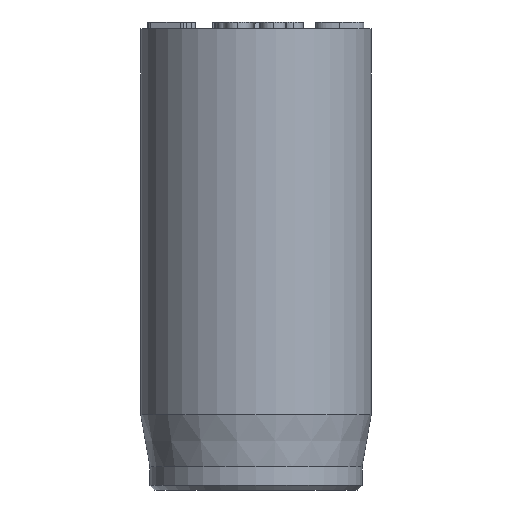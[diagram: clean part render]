
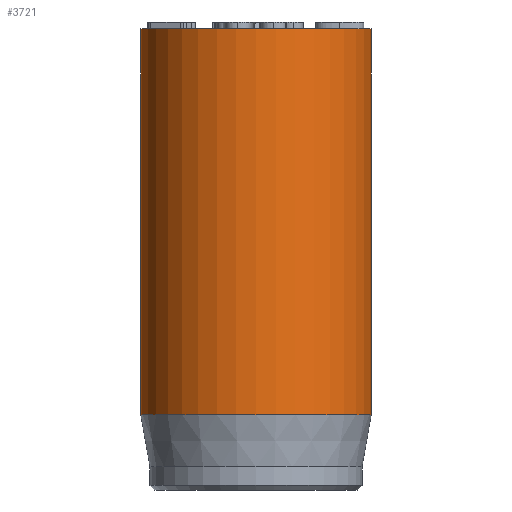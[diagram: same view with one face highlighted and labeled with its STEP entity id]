
A CAD part, front view. The second image highlights one B-rep face of the part: STEP entity #3721.
In plain terms, the highlighted cylindrical face has radius 5 mm (diameter 10 mm), a full revolution.
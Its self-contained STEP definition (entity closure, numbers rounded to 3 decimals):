
#32=CYLINDRICAL_SURFACE('',#3907,5.);
#46=CIRCLE('',#3875,5.);
#62=CIRCLE('',#3905,5.);
#63=CIRCLE('',#3906,5.);
#297=FACE_OUTER_BOUND('',#522,.T.);
#522=EDGE_LOOP('',(#3074,#3075,#3076,#3077,#3078));
#764=LINE('',#6550,#1018);
#1018=VECTOR('',#4250,5.);
#1618=VERTEX_POINT('',#6490);
#1634=VERTEX_POINT('',#6544);
#1635=VERTEX_POINT('',#6545);
#2111=EDGE_CURVE('',#1618,#1618,#46,.T.);
#2135=EDGE_CURVE('',#1634,#1635,#62,.T.);
#2136=EDGE_CURVE('',#1635,#1634,#63,.T.);
#2138=EDGE_CURVE('',#1618,#1634,#764,.T.);
#3074=ORIENTED_EDGE('',*,*,#2111,.T.);
#3075=ORIENTED_EDGE('',*,*,#2138,.T.);
#3076=ORIENTED_EDGE('',*,*,#2135,.T.);
#3077=ORIENTED_EDGE('',*,*,#2136,.T.);
#3078=ORIENTED_EDGE('',*,*,#2138,.F.);
#3721=ADVANCED_FACE('',(#297),#32,.T.);
#3875=AXIS2_PLACEMENT_3D('',#6491,#4175,#4176);
#3905=AXIS2_PLACEMENT_3D('',#6546,#4243,#4244);
#3906=AXIS2_PLACEMENT_3D('',#6547,#4245,#4246);
#3907=AXIS2_PLACEMENT_3D('',#6549,#4248,#4249);
#4175=DIRECTION('center_axis',(0.,0.,-1.));
#4176=DIRECTION('ref_axis',(-1.,0.,0.));
#4243=DIRECTION('center_axis',(0.,0.,1.));
#4244=DIRECTION('ref_axis',(-1.,0.,0.));
#4245=DIRECTION('center_axis',(0.,0.,1.));
#4246=DIRECTION('ref_axis',(-1.,0.,0.));
#4248=DIRECTION('center_axis',(0.,0.,1.));
#4249=DIRECTION('ref_axis',(-1.,0.,0.));
#4250=DIRECTION('',(0.,0.,-1.));
#6490=CARTESIAN_POINT('',(5.,0.,20.));
#6491=CARTESIAN_POINT('Origin',(0.,0.,20.));
#6544=CARTESIAN_POINT('',(5.,0.,3.269));
#6545=CARTESIAN_POINT('',(-5.,0.,3.269));
#6546=CARTESIAN_POINT('Origin',(0.,0.,3.269));
#6547=CARTESIAN_POINT('Origin',(0.,0.,3.269));
#6549=CARTESIAN_POINT('Origin',(0.,0.,0.));
#6550=CARTESIAN_POINT('',(5.,0.,0.));
